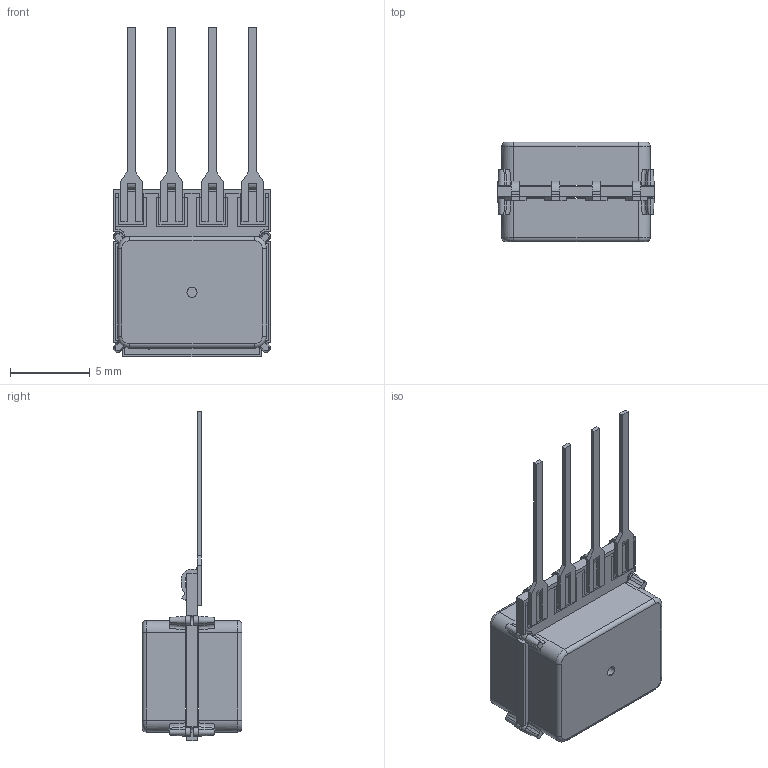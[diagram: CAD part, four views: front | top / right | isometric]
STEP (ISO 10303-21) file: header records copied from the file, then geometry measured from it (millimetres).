
FILE_DESCRIPTION (( 'STEP AP203' ), '1' );
FILE_NAME ('HNNH.STEP', '2023-01-20T17:42:32', ( '' ), ( '' ), 'SwSTEP 2.0', 'SolidWorks 2019', '' );
FILE_SCHEMA (( 'CONFIG_CONTROL_DESIGN' ));
Length unit declared in the file: inch
Products named in the file (4): AS01-01-044 Rev A; ceramic-SIP; HNNH; Lead-0.10PitchStraightCenter Cut With Sheet metal Bend
Assembly tree (7 placements, depth 2):
  HNNH
    ceramic-SIP
    Lead-0.10PitchStraightCenter Cut With Sheet metal Bend  x4
    AS01-01-044 Rev A  x2
Bounding box: 9.9 x 6.24 x 20.67 mm (x, y, z)
Volume: 284 mm3; surface area: 1230 mm2
Topology: 15 solids, 15 shells, 524 faces, 1358 edges, 880 vertices
Faces by surface type: plane 320, cylinder 128, torus 32, cone 28, bspline 16
Entity records: 10756 total; most frequent: CARTESIAN_POINT 1955, ORIENTED_EDGE 1728, DIRECTION 1722, EDGE_CURVE 864, LINE 612, VECTOR 612, VERTEX_POINT 564, AXIS2_PLACEMENT_3D 555
